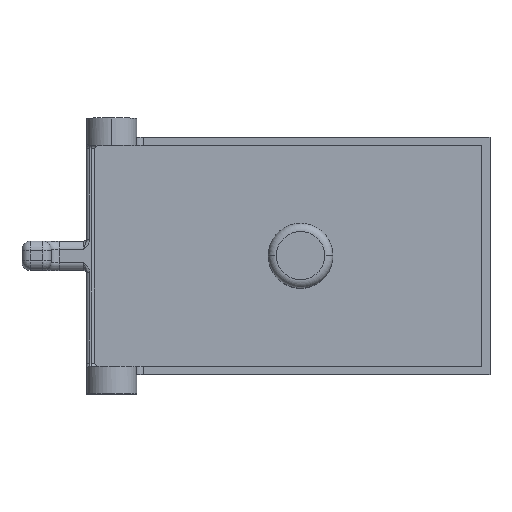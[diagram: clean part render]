
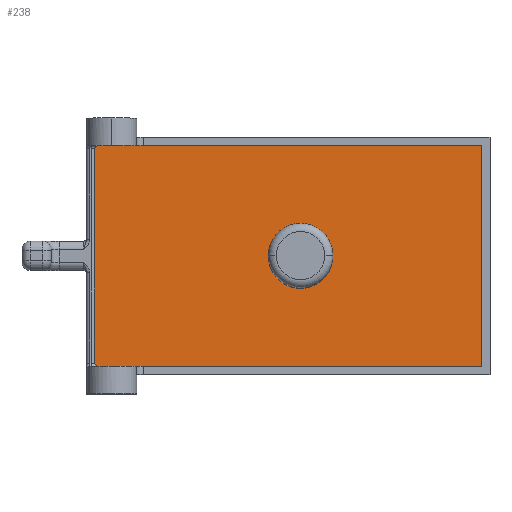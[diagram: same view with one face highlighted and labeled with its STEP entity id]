
A CAD part, top view. The second image highlights one B-rep face of the part: STEP entity #238.
In plain terms, the highlighted planar face has unit normal (0, 0, 1).
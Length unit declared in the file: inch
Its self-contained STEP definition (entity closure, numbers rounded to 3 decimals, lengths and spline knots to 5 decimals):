
#27 = DIRECTION ( 'NONE',  ( 0., 0., 1. ) ) ;
#38 = CARTESIAN_POINT ( 'NONE',  ( 0., 0., 0.125 ) ) ;
#42 = EDGE_CURVE ( 'NONE', #1798, #898, #132, .T. ) ;
#64 = CARTESIAN_POINT ( 'NONE',  ( 2.8075, -1.7095, 0.125 ) ) ;
#72 = CARTESIAN_POINT ( 'NONE',  ( 0., 0., 0.125 ) ) ;
#78 = ORIENTED_EDGE ( 'NONE', *, *, #1007, .T. ) ;
#97 = VECTOR ( 'NONE', #2167, 39.37008 ) ;
#99 = CIRCLE ( 'NONE', #723, 0.5 ) ;
#127 = ORIENTED_EDGE ( 'NONE', *, *, #1499, .T. ) ;
#132 = LINE ( 'NONE', #714, #97 ) ;
#168 = LINE ( 'NONE', #1567, #1820 ) ;
#192 = EDGE_CURVE ( 'NONE', #467, #898, #1810, .T. ) ;
#226 = FACE_BOUND ( 'NONE', #2072, .T. ) ;
#238 = ADVANCED_FACE ( 'NONE', ( #226, #1614 ), #2433, .T. ) ;
#248 = DIRECTION ( 'NONE',  ( 0., 0., 1. ) ) ;
#266 = AXIS2_PLACEMENT_3D ( 'NONE', #1660, #27, #1441 ) ;
#292 = CARTESIAN_POINT ( 'NONE',  ( -3.1375, -1.6595, 0.125 ) ) ;
#302 = LINE ( 'NONE', #1889, #1293 ) ;
#353 = EDGE_CURVE ( 'NONE', #1211, #1798, #1516, .T. ) ;
#422 = ORIENTED_EDGE ( 'NONE', *, *, #704, .T. ) ;
#439 = EDGE_LOOP ( 'NONE', ( #127, #1032, #1122, #2436, #422, #78 ) ) ;
#464 = ORIENTED_EDGE ( 'NONE', *, *, #2409, .F. ) ;
#467 = VERTEX_POINT ( 'NONE', #906 ) ;
#494 = AXIS2_PLACEMENT_3D ( 'NONE', #2128, #901, #1933 ) ;
#554 = DIRECTION ( 'NONE',  ( 0., -1., 0. ) ) ;
#620 = EDGE_CURVE ( 'NONE', #2083, #2059, #99, .T. ) ;
#697 = CARTESIAN_POINT ( 'NONE',  ( 0.5, 0., 0.125 ) ) ;
#704 = EDGE_CURVE ( 'NONE', #467, #1414, #168, .T. ) ;
#714 = CARTESIAN_POINT ( 'NONE',  ( -3.3125, -1.7095, 0.125 ) ) ;
#723 = AXIS2_PLACEMENT_3D ( 'NONE', #72, #1019, #1033 ) ;
#855 = DIRECTION ( 'NONE',  ( 1., 0., 0. ) ) ;
#898 = VERTEX_POINT ( 'NONE', #64 ) ;
#901 = DIRECTION ( 'NONE',  ( 0., 0., 1. ) ) ;
#906 = CARTESIAN_POINT ( 'NONE',  ( 2.8075, 1.7095, 0.125 ) ) ;
#1007 = EDGE_CURVE ( 'NONE', #1414, #1428, #1397, .T. ) ;
#1019 = DIRECTION ( 'NONE',  ( 0., 0., 1. ) ) ;
#1032 = ORIENTED_EDGE ( 'NONE', *, *, #353, .T. ) ;
#1033 = DIRECTION ( 'NONE',  ( 1., 0., 0. ) ) ;
#1079 = DIRECTION ( 'NONE',  ( 0., 0., 1. ) ) ;
#1122 = ORIENTED_EDGE ( 'NONE', *, *, #42, .T. ) ;
#1138 = CIRCLE ( 'NONE', #266, 0.5 ) ;
#1167 = DIRECTION ( 'NONE',  ( -1., 0., 0. ) ) ;
#1178 = VECTOR ( 'NONE', #1834, 39.37008 ) ;
#1211 = VERTEX_POINT ( 'NONE', #2188 ) ;
#1293 = VECTOR ( 'NONE', #554, 39.37008 ) ;
#1390 = AXIS2_PLACEMENT_3D ( 'NONE', #292, #1079, #855 ) ;
#1397 = CIRCLE ( 'NONE', #494, 0.05 ) ;
#1402 = CARTESIAN_POINT ( 'NONE',  ( 2.8075, 1.7095, 0.125 ) ) ;
#1414 = VERTEX_POINT ( 'NONE', #2265 ) ;
#1428 = VERTEX_POINT ( 'NONE', #2040 ) ;
#1441 = DIRECTION ( 'NONE',  ( 1., 0., 0. ) ) ;
#1499 = EDGE_CURVE ( 'NONE', #1428, #1211, #302, .T. ) ;
#1516 = CIRCLE ( 'NONE', #1390, 0.05 ) ;
#1567 = CARTESIAN_POINT ( 'NONE',  ( -3.3125, 1.7095, 0.125 ) ) ;
#1590 = DIRECTION ( 'NONE',  ( 1., 0., 0. ) ) ;
#1614 = FACE_OUTER_BOUND ( 'NONE', #439, .T. ) ;
#1641 = AXIS2_PLACEMENT_3D ( 'NONE', #38, #248, #1590 ) ;
#1660 = CARTESIAN_POINT ( 'NONE',  ( 0., 0., 0.125 ) ) ;
#1661 = ORIENTED_EDGE ( 'NONE', *, *, #620, .F. ) ;
#1798 = VERTEX_POINT ( 'NONE', #1974 ) ;
#1810 = LINE ( 'NONE', #1402, #1178 ) ;
#1820 = VECTOR ( 'NONE', #1167, 39.37008 ) ;
#1834 = DIRECTION ( 'NONE',  ( 0., -1., 0. ) ) ;
#1889 = CARTESIAN_POINT ( 'NONE',  ( -3.1875, 1.8345, 0.125 ) ) ;
#1921 = CARTESIAN_POINT ( 'NONE',  ( -0.5, 0., 0.125 ) ) ;
#1933 = DIRECTION ( 'NONE',  ( 1., 0., 0. ) ) ;
#1974 = CARTESIAN_POINT ( 'NONE',  ( -3.1375, -1.7095, 0.125 ) ) ;
#2040 = CARTESIAN_POINT ( 'NONE',  ( -3.1875, 1.6595, 0.125 ) ) ;
#2059 = VERTEX_POINT ( 'NONE', #697 ) ;
#2072 = EDGE_LOOP ( 'NONE', ( #1661, #464 ) ) ;
#2083 = VERTEX_POINT ( 'NONE', #1921 ) ;
#2128 = CARTESIAN_POINT ( 'NONE',  ( -3.1375, 1.6595, 0.125 ) ) ;
#2167 = DIRECTION ( 'NONE',  ( 1., 0., 0. ) ) ;
#2188 = CARTESIAN_POINT ( 'NONE',  ( -3.1875, -1.6595, 0.125 ) ) ;
#2265 = CARTESIAN_POINT ( 'NONE',  ( -3.1375, 1.7095, 0.125 ) ) ;
#2409 = EDGE_CURVE ( 'NONE', #2059, #2083, #1138, .T. ) ;
#2433 = PLANE ( 'NONE',  #1641 ) ;
#2436 = ORIENTED_EDGE ( 'NONE', *, *, #192, .F. ) ;
